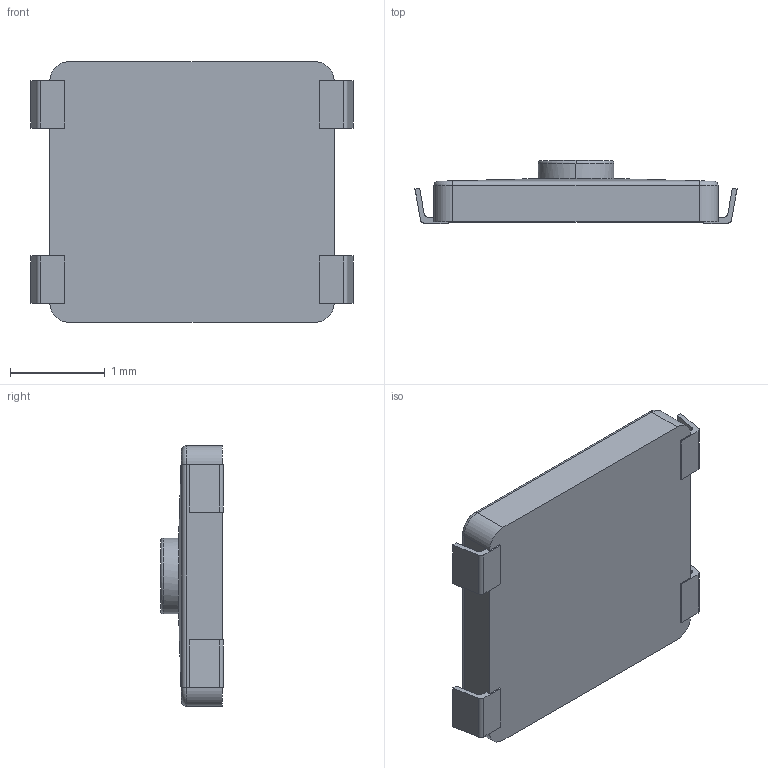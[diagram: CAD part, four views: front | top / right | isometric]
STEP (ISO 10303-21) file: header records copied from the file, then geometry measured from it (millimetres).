
FILE_DESCRIPTION (( 'STEP AP214' ), '1' );
FILE_NAME ('SW3dPS-TVAU19.STEP', '2009-08-25T06:44:10', ( 'sysAdmin' ), ( 'SolidWorks' ), 'SwSTEP 2.0', 'SolidWorks 2009', '' );
FILE_SCHEMA (( 'AUTOMOTIVE_DESIGN' ));
Length unit declared in the file: millimetre
Products named in the file (1): SW3dPS-TVAU19
Bounding box: 3.4 x 0.66 x 2.75 mm (x, y, z)
Volume: 3.8 mm3; surface area: 23.4 mm2
Topology: 1 solids, 1 shells, 64 faces, 170 edges, 108 vertices
Faces by surface type: plane 38, cylinder 18, torus 6, bspline 2
Entity records: 2688 total; most frequent: CARTESIAN_POINT 595, DIRECTION 340, ORIENTED_EDGE 340, EDGE_CURVE 170, VECTOR 122, LINE 122, AXIS2_PLACEMENT_3D 109, VERTEX_POINT 108
